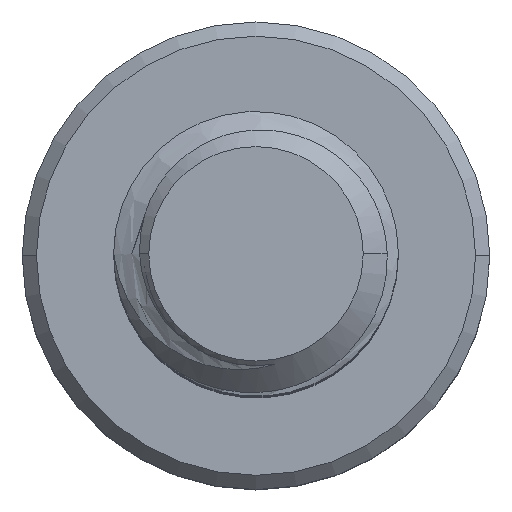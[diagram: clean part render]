
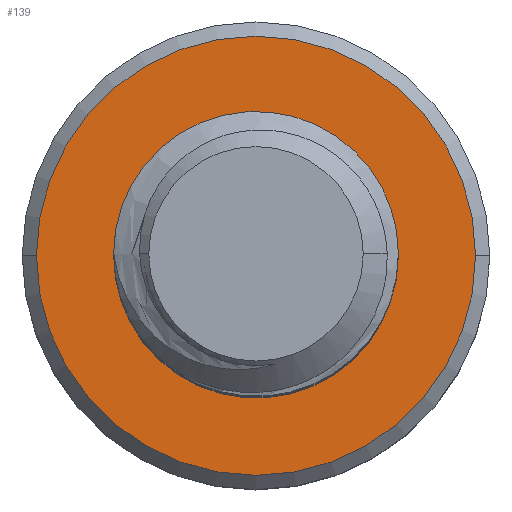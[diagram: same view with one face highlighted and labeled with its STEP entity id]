
A CAD part, top view. The second image highlights one B-rep face of the part: STEP entity #139.
In plain terms, the highlighted planar face has unit normal (0, 0, 1).
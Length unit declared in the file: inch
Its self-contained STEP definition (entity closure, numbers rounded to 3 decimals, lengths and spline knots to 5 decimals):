
#5 = CARTESIAN_POINT ( 'NONE',  ( 0., 0., -0.75 ) ) ;
#139 = ADVANCED_FACE ( 'NONE', ( #3217, #3199 ), #3729, .F. ) ;
#1218 = DIRECTION ( 'NONE',  ( -1., 0., 0. ) ) ;
#1219 = DIRECTION ( 'NONE',  ( 0., 0., 1. ) ) ;
#1224 = CARTESIAN_POINT ( 'NONE',  ( -0.06656, 0.06778, -0.75 ) ) ;
#1225 = CARTESIAN_POINT ( 'NONE',  ( -0.07204, 0.06132, -0.75 ) ) ;
#1226 = CARTESIAN_POINT ( 'NONE',  ( -0.07662, 0.05419, -0.75 ) ) ;
#1227 = CARTESIAN_POINT ( 'NONE',  ( -0.08379, 0.03905, -0.75 ) ) ;
#1228 = CARTESIAN_POINT ( 'NONE',  ( -0.08632, 0.03086, -0.75 ) ) ;
#1229 = CARTESIAN_POINT ( 'NONE',  ( -0.08892, 0.01434, -0.75 ) ) ;
#1230 = CARTESIAN_POINT ( 'NONE',  ( -0.08903, 0.00577, -0.75 ) ) ;
#1231 = CARTESIAN_POINT ( 'NONE',  ( -0.08684, -0.01085, -0.75 ) ) ;
#1232 = CARTESIAN_POINT ( 'NONE',  ( -0.08454, -0.01903, -0.75 ) ) ;
#1233 = CARTESIAN_POINT ( 'NONE',  ( -0.0777, -0.03442, -0.75 ) ) ;
#1234 = CARTESIAN_POINT ( 'NONE',  ( -0.07321, -0.04164, -0.75 ) ) ;
#1235 = CARTESIAN_POINT ( 'NONE',  ( -0.06216, -0.05436, -0.75 ) ) ;
#1236 = CARTESIAN_POINT ( 'NONE',  ( -0.05567, -0.05978, -0.75 ) ) ;
#1237 = CARTESIAN_POINT ( 'NONE',  ( -0.04116, -0.0684, -0.75 ) ) ;
#1238 = CARTESIAN_POINT ( 'NONE',  ( -0.03333, -0.0715, -0.75 ) ) ;
#1239 = CARTESIAN_POINT ( 'NONE',  ( -0.01679, -0.07512, -0.75 ) ) ;
#1240 = CARTESIAN_POINT ( 'NONE',  ( -0.00844, -0.07559, -0.75 ) ) ;
#1241 = CARTESIAN_POINT ( 'NONE',  ( 0., 0., -0.75 ) ) ;
#1242 = CARTESIAN_POINT ( 'NONE',  ( 0.05234, -0.0533, -0.75 ) ) ;
#1243 = CARTESIAN_POINT ( 'NONE',  ( 0.05906, -0.04809, -0.75 ) ) ;
#1244 = CARTESIAN_POINT ( 'NONE',  ( 0.06462, -0.04187, -0.75 ) ) ;
#1245 = CARTESIAN_POINT ( 'NONE',  ( 0.07372, -0.02766, -0.75 ) ) ;
#1246 = CARTESIAN_POINT ( 'NONE',  ( 0.07713, -0.0199, -0.75 ) ) ;
#1247 = CARTESIAN_POINT ( 'NONE',  ( 0.08035, -0.00769, -0.75 ) ) ;
#1248 = CARTESIAN_POINT ( 'NONE',  ( 0.08111, -0.00349, -0.75 ) ) ;
#1249 = CARTESIAN_POINT ( 'NONE',  ( 0.08197, 0.00486, -0.75 ) ) ;
#1250 = CARTESIAN_POINT ( 'NONE',  ( 0.08207, 0.00904, -0.75 ) ) ;
#1251 = CARTESIAN_POINT ( 'NONE',  ( 0.08162, 0.01741, -0.75 ) ) ;
#1252 = CARTESIAN_POINT ( 'NONE',  ( 0.08107, 0.02164, -0.75 ) ) ;
#1253 = CARTESIAN_POINT ( 'NONE',  ( 0.07932, 0.02987, -0.75 ) ) ;
#1254 = CARTESIAN_POINT ( 'NONE',  ( 0.07814, 0.03388, -0.75 ) ) ;
#1255 = CARTESIAN_POINT ( 'NONE',  ( 0.07368, 0.04558, -0.75 ) ) ;
#1256 = CARTESIAN_POINT ( 'NONE',  ( 0.06946, 0.05306, -0.75 ) ) ;
#1257 = CARTESIAN_POINT ( 'NONE',  ( 0.05934, 0.06638, -0.75 ) ) ;
#1258 = CARTESIAN_POINT ( 'NONE',  ( 0.05329, 0.07238, -0.75 ) ) ;
#1259 = CARTESIAN_POINT ( 'NONE',  ( 0.03983, 0.08243, -0.75 ) ) ;
#1260 = CARTESIAN_POINT ( 'NONE',  ( 0.03246, 0.08647, -0.75 ) ) ;
#1261 = CARTESIAN_POINT ( 'NONE',  ( 0.01663, 0.09246, -0.75 ) ) ;
#1262 = CARTESIAN_POINT ( 'NONE',  ( 0.00845, 0.09431, -0.75 ) ) ;
#1269 = CARTESIAN_POINT ( 'NONE',  ( 0., -0.0747, -0.75 ) ) ;
#1275 = CARTESIAN_POINT ( 'NONE',  ( 0., 0.095, -0.75 ) ) ;
#1294 = DIRECTION ( 'NONE',  ( -1., 0., 0. ) ) ;
#1298 = DIRECTION ( 'NONE',  ( 0., 0., 1. ) ) ;
#1303 = DIRECTION ( 'NONE',  ( 1., 0., 0. ) ) ;
#1304 = DIRECTION ( 'NONE',  ( 0., 0., -1. ) ) ;
#1349 = CARTESIAN_POINT ( 'NONE',  ( 0., 0., -0.75 ) ) ;
#1521 = EDGE_LOOP ( 'NONE', ( #1683, #1685 ) ) ;
#1625 = EDGE_LOOP ( 'NONE', ( #2151, #2101, #2145, #2182 ) ) ;
#1683 = ORIENTED_EDGE ( 'NONE', *, *, #6223, .T. ) ;
#1685 = ORIENTED_EDGE ( 'NONE', *, *, #6200, .T. ) ;
#2101 = ORIENTED_EDGE ( 'NONE', *, *, #6220, .T. ) ;
#2145 = ORIENTED_EDGE ( 'NONE', *, *, #6213, .T. ) ;
#2151 = ORIENTED_EDGE ( 'NONE', *, *, #6030, .F. ) ;
#2182 = ORIENTED_EDGE ( 'NONE', *, *, #6221, .T. ) ;
#2749 = B_SPLINE_CURVE_WITH_KNOTS ( 'NONE', 3,
 ( #1269, #1240, #1239, #1238, #1237, #1236, #1235, #1234, #1233, #1232, #1231, #1230, #1229, #1228, #1227, #1226, #1225, #1224 ),
 .UNSPECIFIED., .F., .F.,
 ( 4, 2, 2, 2, 2, 2, 2, 2, 4 ),
 ( 0., 0.00064, 0.00128, 0.00191, 0.00255, 0.00319, 0.00383, 0.00446, 0.0051 ),
 .UNSPECIFIED. ) ;
#2750 = B_SPLINE_CURVE_WITH_KNOTS ( 'NONE', 3,
 ( #1275, #1262, #1261, #1260, #1259, #1258, #1257, #1256, #1255, #1254, #1253, #1252, #1251, #1250, #1249, #1248, #1247, #1246, #1245, #1244, #1243, #1242 ),
 .UNSPECIFIED., .F., .F.,
 ( 4, 2, 2, 2, 2, 2, 2, 2, 2, 2, 4 ),
 ( 0., 0.00064, 0.00128, 0.00192, 0.00256, 0.00288, 0.0032, 0.00352, 0.00383, 0.00447, 0.00511 ),
 .UNSPECIFIED. ) ;
#2829 = CIRCLE ( 'NONE', #6384, 0.1465 ) ;
#2838 = CIRCLE ( 'NONE', #6377, 0.0747 ) ;
#2841 = CIRCLE ( 'NONE', #6375, 0.1465 ) ;
#2985 = CIRCLE ( 'NONE', #6368, 0.095 ) ;
#3031 = DIRECTION ( 'NONE',  ( 1., 0., 0. ) ) ;
#3036 = DIRECTION ( 'NONE',  ( 0., 0., 1. ) ) ;
#3066 = CARTESIAN_POINT ( 'NONE',  ( 0., 0., -0.75 ) ) ;
#3199 = FACE_BOUND ( 'NONE', #1625, .T. ) ;
#3217 = FACE_OUTER_BOUND ( 'NONE', #1521, .T. ) ;
#3725 = DIRECTION ( 'NONE',  ( 0., 0., -1. ) ) ;
#3728 = CARTESIAN_POINT ( 'NONE',  ( 0., 0., -0.75 ) ) ;
#3729 = PLANE ( 'NONE',  #6342 ) ;
#3730 = DIRECTION ( 'NONE',  ( -1., 0., 0. ) ) ;
#3840 = CARTESIAN_POINT ( 'NONE',  ( 0.1465, 0., -0.75 ) ) ;
#3872 = CARTESIAN_POINT ( 'NONE',  ( -0.1465, 0., -0.75 ) ) ;
#3876 = CARTESIAN_POINT ( 'NONE',  ( 0.05234, -0.0533, -0.75 ) ) ;
#3890 = CARTESIAN_POINT ( 'NONE',  ( 0., -0.0747, -0.75 ) ) ;
#3896 = CARTESIAN_POINT ( 'NONE',  ( 0., 0.095, -0.75 ) ) ;
#3898 = CARTESIAN_POINT ( 'NONE',  ( -0.06656, 0.06778, -0.75 ) ) ;
#5706 = VERTEX_POINT ( 'NONE', #3898 ) ;
#5708 = VERTEX_POINT ( 'NONE', #3896 ) ;
#5714 = VERTEX_POINT ( 'NONE', #3890 ) ;
#5737 = VERTEX_POINT ( 'NONE', #3876 ) ;
#5744 = VERTEX_POINT ( 'NONE', #3872 ) ;
#5791 = VERTEX_POINT ( 'NONE', #3840 ) ;
#6030 = EDGE_CURVE ( 'NONE', #5708, #5706, #2985, .T. ) ;
#6200 = EDGE_CURVE ( 'NONE', #5791, #5744, #2841, .T. ) ;
#6213 = EDGE_CURVE ( 'NONE', #5737, #5714, #2838, .T. ) ;
#6220 = EDGE_CURVE ( 'NONE', #5708, #5737, #2750, .T. ) ;
#6221 = EDGE_CURVE ( 'NONE', #5714, #5706, #2749, .T. ) ;
#6223 = EDGE_CURVE ( 'NONE', #5744, #5791, #2829, .T. ) ;
#6342 = AXIS2_PLACEMENT_3D ( 'NONE', #3728, #3725, #3730 ) ;
#6368 = AXIS2_PLACEMENT_3D ( 'NONE', #3066, #3036, #3031 ) ;
#6375 = AXIS2_PLACEMENT_3D ( 'NONE', #5, #1298, #1294 ) ;
#6377 = AXIS2_PLACEMENT_3D ( 'NONE', #1349, #1304, #1303 ) ;
#6384 = AXIS2_PLACEMENT_3D ( 'NONE', #1241, #1219, #1218 ) ;
